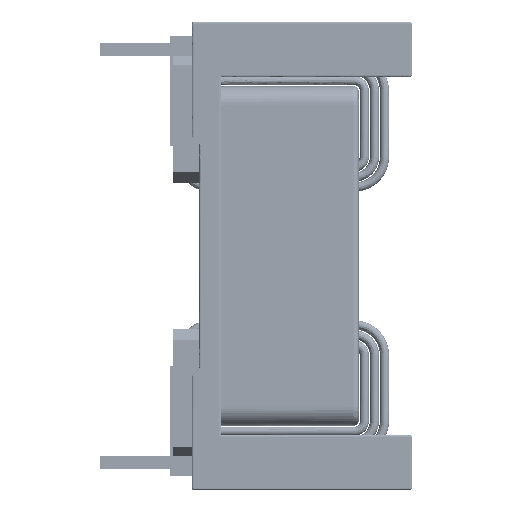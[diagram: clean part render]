
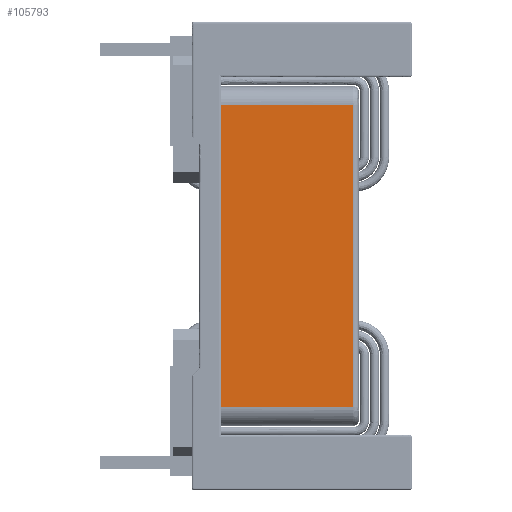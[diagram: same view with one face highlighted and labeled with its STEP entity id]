
A CAD part, left-side view. The second image highlights one B-rep face of the part: STEP entity #105793.
In plain terms, the highlighted free-form (B-spline) face has degree [1, 1] with [2, 2] control points.
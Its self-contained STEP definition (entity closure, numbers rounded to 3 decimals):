
#101685 = VERTEX_POINT('',#101686);
#101686 = CARTESIAN_POINT('',(-16.512,6.183,
    -11.594));
#101692 = EDGE_CURVE('',#101685,#101693,#101695,.T.);
#101693 = VERTEX_POINT('',#101694);
#101694 = CARTESIAN_POINT('',(-16.512,6.183,
    11.594));
#101695 = B_SPLINE_CURVE_WITH_KNOTS('',1,(#101696,#101697),
  .UNSPECIFIED.,.F.,.F.,(2,2),(-18.,-1.5),.PIECEWISE_BEZIER_KNOTS.);
#101696 = CARTESIAN_POINT('',(-16.512,6.183,
    -11.594));
#101697 = CARTESIAN_POINT('',(-16.512,6.183,
    11.594));
#105793 = ADVANCED_FACE('',(#105794),#105816,.T.);
#105794 = FACE_BOUND('',#105795,.T.);
#105795 = EDGE_LOOP('',(#105796,#105803,#105804,#105811));
#105796 = ORIENTED_EDGE('',*,*,#105797,.T.);
#105797 = EDGE_CURVE('',#105798,#101693,#105800,.T.);
#105798 = VERTEX_POINT('',#105799);
#105799 = CARTESIAN_POINT('',(-16.512,-3.935,
    11.594));
#105800 = B_SPLINE_CURVE_WITH_KNOTS('',1,(#105801,#105802),
  .UNSPECIFIED.,.F.,.F.,(2,2),(-3.6,3.6),
  .PIECEWISE_BEZIER_KNOTS.);
#105801 = CARTESIAN_POINT('',(-16.512,-3.935,
    11.594));
#105802 = CARTESIAN_POINT('',(-16.512,6.183,
    11.594));
#105803 = ORIENTED_EDGE('',*,*,#101692,.F.);
#105804 = ORIENTED_EDGE('',*,*,#105805,.T.);
#105805 = EDGE_CURVE('',#101685,#105806,#105808,.T.);
#105806 = VERTEX_POINT('',#105807);
#105807 = CARTESIAN_POINT('',(-16.512,-3.935,
    -11.594));
#105808 = B_SPLINE_CURVE_WITH_KNOTS('',1,(#105809,#105810),
  .UNSPECIFIED.,.F.,.F.,(2,2),(-3.6,3.6),.PIECEWISE_BEZIER_KNOTS.);
#105809 = CARTESIAN_POINT('',(-16.512,6.183,
    -11.594));
#105810 = CARTESIAN_POINT('',(-16.512,-3.935,
    -11.594));
#105811 = ORIENTED_EDGE('',*,*,#105812,.T.);
#105812 = EDGE_CURVE('',#105806,#105798,#105813,.T.);
#105813 = B_SPLINE_CURVE_WITH_KNOTS('',1,(#105814,#105815),
  .UNSPECIFIED.,.F.,.F.,(2,2),(-8.25,8.25),
  .PIECEWISE_BEZIER_KNOTS.);
#105814 = CARTESIAN_POINT('',(-16.512,-3.935,
    -11.594));
#105815 = CARTESIAN_POINT('',(-16.512,-3.935,
    11.594));
#105816 = B_SPLINE_SURFACE_WITH_KNOTS('',1,1,(
    (#105817,#105818)
    ,(#105819,#105820
    )),.UNSPECIFIED.,.F.,.F.,.F.,(2,2),(2,2),(0.,16.5),(
    0.,7.2),.PIECEWISE_BEZIER_KNOTS.);
#105817 = CARTESIAN_POINT('',(-16.512,-3.935,
    -11.594));
#105818 = CARTESIAN_POINT('',(-16.512,6.183,
    -11.594));
#105819 = CARTESIAN_POINT('',(-16.512,-3.935,
    11.594));
#105820 = CARTESIAN_POINT('',(-16.512,6.183,
    11.594));
